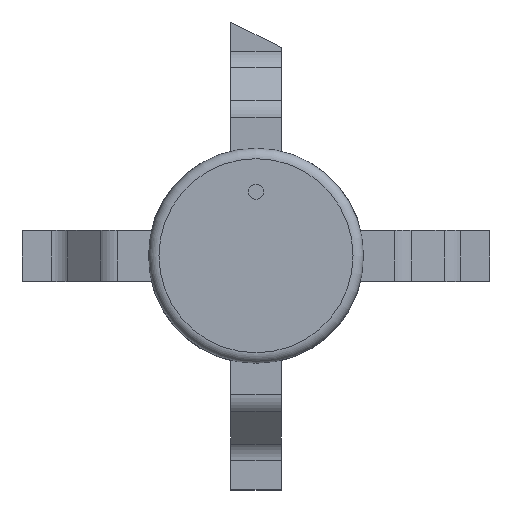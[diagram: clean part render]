
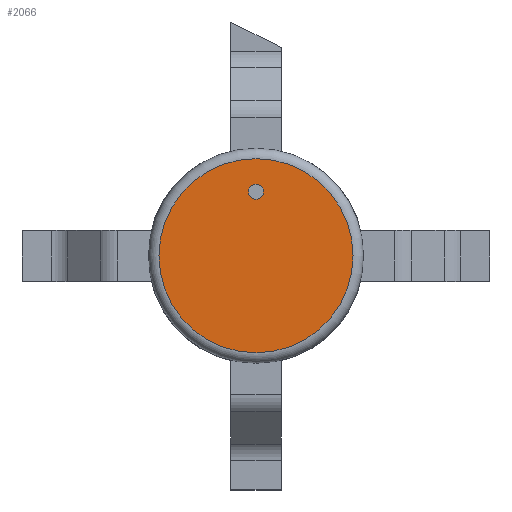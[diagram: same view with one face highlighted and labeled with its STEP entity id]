
A CAD part, top view. The second image highlights one B-rep face of the part: STEP entity #2066.
In plain terms, the highlighted planar face has unit normal (0, 0, 1).
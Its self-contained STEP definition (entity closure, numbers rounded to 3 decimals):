
#2039=CARTESIAN_POINT('',(0.,0.,2.14));
#2040=DIRECTION('',(0.,0.,1.));
#2041=DIRECTION('',(0.,1.,0.));
#2042=AXIS2_PLACEMENT_3D('',#2039,#2040,#2041);
#2043=PLANE('',#2042);
#2044=CARTESIAN_POINT('',(0.075,0.64,2.14));
#2045=VERTEX_POINT('',#2044);
#2046=CARTESIAN_POINT('',(0.,0.64,2.14));
#2047=DIRECTION('',(0.,0.,1.));
#2048=DIRECTION('',(1.,0.,-0.));
#2049=AXIS2_PLACEMENT_3D('',#2046,#2047,#2048);
#2050=CIRCLE('',#2049,0.075);
#2051=EDGE_CURVE('',#2045,#2045,#2050,.T.);
#2052=ORIENTED_EDGE('',*,*,#2051,.F.);
#2053=EDGE_LOOP('',(#2052));
#2054=FACE_BOUND('',#2053,.T.);
#2055=CARTESIAN_POINT('',(0.971,-0.,2.14));
#2056=VERTEX_POINT('',#2055);
#2057=CARTESIAN_POINT('',(0.,0.,2.14));
#2058=DIRECTION('',(0.,0.,1.));
#2059=DIRECTION('',(1.,0.,-0.));
#2060=AXIS2_PLACEMENT_3D('',#2057,#2058,#2059);
#2061=CIRCLE('',#2060,0.971);
#2062=EDGE_CURVE('',#2056,#2056,#2061,.T.);
#2063=ORIENTED_EDGE('',*,*,#2062,.T.);
#2064=EDGE_LOOP('',(#2063));
#2065=FACE_BOUND('',#2064,.T.);
#2066=ADVANCED_FACE('',(#2054,#2065),#2043,.T.);
